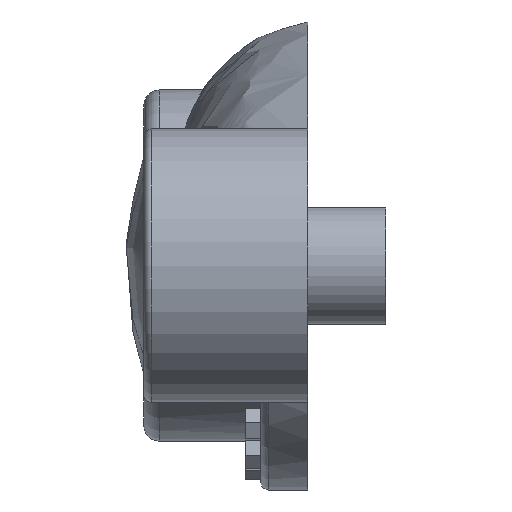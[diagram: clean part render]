
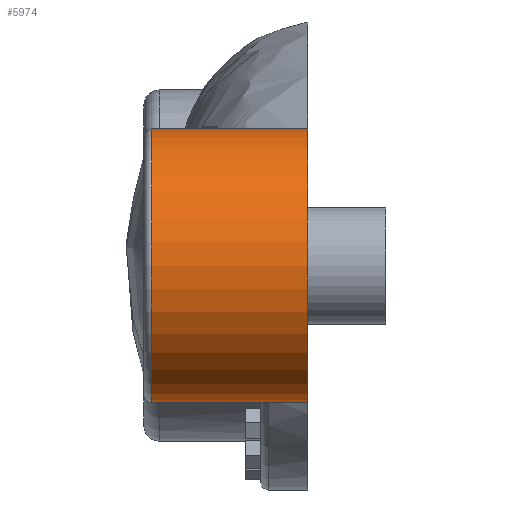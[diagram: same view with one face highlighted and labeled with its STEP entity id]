
A CAD part, left-side view. The second image highlights one B-rep face of the part: STEP entity #5974.
In plain terms, the highlighted cylindrical face has radius 35 mm (diameter 70 mm), a partial arc.
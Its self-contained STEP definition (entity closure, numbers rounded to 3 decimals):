
#511 = CARTESIAN_POINT ( 'NONE',  ( -350., 42., 0. ) ) ;
#631 = AXIS2_PLACEMENT_3D ( 'NONE', #511, #4557, #5090 ) ;
#795 = EDGE_CURVE ( 'NONE', #3124, #7260, #4276, .T. ) ;
#937 = EDGE_CURVE ( 'NONE', #2021, #2426, #2710, .T. ) ;
#966 = ORIENTED_EDGE ( 'NONE', *, *, #981, .T. ) ;
#981 = EDGE_CURVE ( 'NONE', #2426, #7260, #5432, .T. ) ;
#1434 = EDGE_CURVE ( 'NONE', #3124, #2021, #4758, .T. ) ;
#1571 = EDGE_LOOP ( 'NONE', ( #4550, #2171, #4903, #966 ) ) ;
#1652 = DIRECTION ( 'NONE',  ( 0., 0., 1. ) ) ;
#2021 = VERTEX_POINT ( 'NONE', #3698 ) ;
#2144 = DIRECTION ( 'NONE',  ( 0., -1., 0. ) ) ;
#2162 = AXIS2_PLACEMENT_3D ( 'NONE', #7295, #2748, #1652 ) ;
#2171 = ORIENTED_EDGE ( 'NONE', *, *, #1434, .T. ) ;
#2306 = CARTESIAN_POINT ( 'NONE',  ( -350., 40., 35. ) ) ;
#2426 = VERTEX_POINT ( 'NONE', #4374 ) ;
#2710 = LINE ( 'NONE', #7333, #3497 ) ;
#2748 = DIRECTION ( 'NONE',  ( 0., 1., 0. ) ) ;
#3071 = CARTESIAN_POINT ( 'NONE',  ( -350., 0., 35. ) ) ;
#3073 = AXIS2_PLACEMENT_3D ( 'NONE', #6792, #5121, #3948 ) ;
#3124 = VERTEX_POINT ( 'NONE', #2306 ) ;
#3256 = VECTOR ( 'NONE', #5405, 1000. ) ;
#3389 = FACE_OUTER_BOUND ( 'NONE', #1571, .T. ) ;
#3497 = VECTOR ( 'NONE', #2144, 1000. ) ;
#3698 = CARTESIAN_POINT ( 'NONE',  ( -350., 40., -35. ) ) ;
#3948 = DIRECTION ( 'NONE',  ( 0., 0., 1. ) ) ;
#3993 = CYLINDRICAL_SURFACE ( 'NONE', #631, 35. ) ;
#4276 = LINE ( 'NONE', #6087, #3256 ) ;
#4374 = CARTESIAN_POINT ( 'NONE',  ( -350., 0., -35. ) ) ;
#4550 = ORIENTED_EDGE ( 'NONE', *, *, #795, .F. ) ;
#4557 = DIRECTION ( 'NONE',  ( 0., -1., 0. ) ) ;
#4758 = CIRCLE ( 'NONE', #3073, 35. ) ;
#4903 = ORIENTED_EDGE ( 'NONE', *, *, #937, .T. ) ;
#5090 = DIRECTION ( 'NONE',  ( 0., 0., -1. ) ) ;
#5121 = DIRECTION ( 'NONE',  ( 0., -1., 0. ) ) ;
#5405 = DIRECTION ( 'NONE',  ( 0., -1., 0. ) ) ;
#5432 = CIRCLE ( 'NONE', #2162, 35. ) ;
#5974 = ADVANCED_FACE ( 'NONE', ( #3389 ), #3993, .T. ) ;
#6087 = CARTESIAN_POINT ( 'NONE',  ( -350., 42., 35. ) ) ;
#6792 = CARTESIAN_POINT ( 'NONE',  ( -350., 40., 0. ) ) ;
#7260 = VERTEX_POINT ( 'NONE', #3071 ) ;
#7295 = CARTESIAN_POINT ( 'NONE',  ( -350., 0., 0. ) ) ;
#7333 = CARTESIAN_POINT ( 'NONE',  ( -350., 42., -35. ) ) ;
